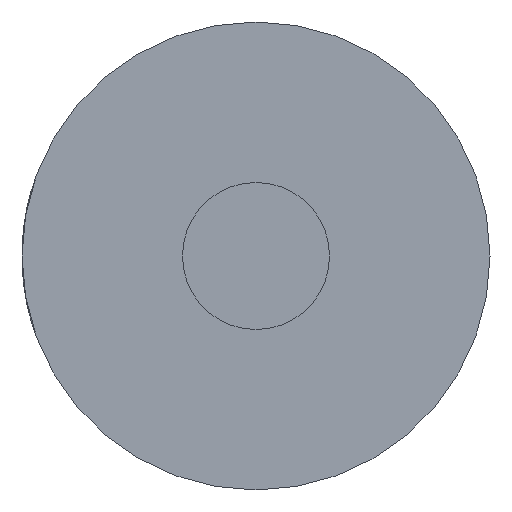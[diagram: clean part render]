
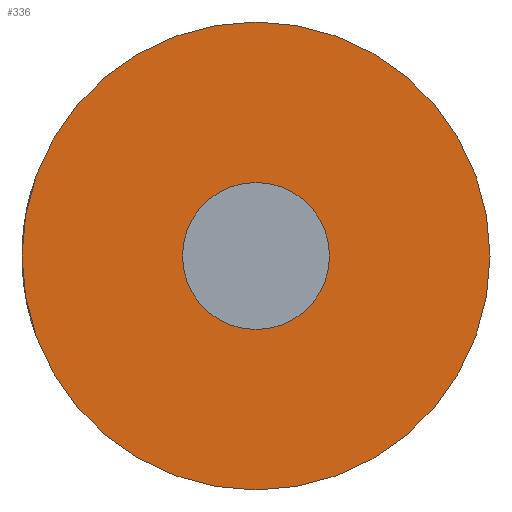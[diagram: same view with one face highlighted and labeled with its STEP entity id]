
A CAD part, front view. The second image highlights one B-rep face of the part: STEP entity #336.
In plain terms, the highlighted planar face has unit normal (0, -1, 0).
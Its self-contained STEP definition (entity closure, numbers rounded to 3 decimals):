
#131=PLANE('',#3011);
#336=ADVANCED_FACE('',(#528,#529),#131,.T.);
#528=FACE_BOUND('',#596,.T.);
#529=FACE_BOUND('',#597,.T.);
#596=EDGE_LOOP('',(#856));
#597=EDGE_LOOP('',(#857));
#856=ORIENTED_EDGE('',*,*,#1673,.T.);
#857=ORIENTED_EDGE('',*,*,#1674,.T.);
#1450=VERTEX_POINT('',#4610);
#1451=VERTEX_POINT('',#4613);
#1673=EDGE_CURVE('',#1450,#1450,#1950,.T.);
#1674=EDGE_CURVE('',#1451,#1451,#1951,.T.);
#1950=CIRCLE('',#3008,0.55);
#1951=CIRCLE('',#3010,1.75);
#3008=AXIS2_PLACEMENT_3D('',#4609,#3456,#3457);
#3010=AXIS2_PLACEMENT_3D('',#4612,#3460,#3461);
#3011=AXIS2_PLACEMENT_3D('',#4614,#3462,#3463);
#3456=DIRECTION('',(0.,1.,0.));
#3457=DIRECTION('',(-1.,0.,0.));
#3460=DIRECTION('',(0.,-1.,0.));
#3461=DIRECTION('',(-1.,0.,0.));
#3462=DIRECTION('',(0.,-1.,0.));
#3463=DIRECTION('',(0.,0.,1.));
#4609=CARTESIAN_POINT('',(0.5,0.,-13.95));
#4610=CARTESIAN_POINT('',(-0.05,0.,-13.95));
#4612=CARTESIAN_POINT('',(0.5,0.,-13.95));
#4613=CARTESIAN_POINT('',(-1.25,0.,-13.95));
#4614=CARTESIAN_POINT('',(2.425,0.,-15.875));
